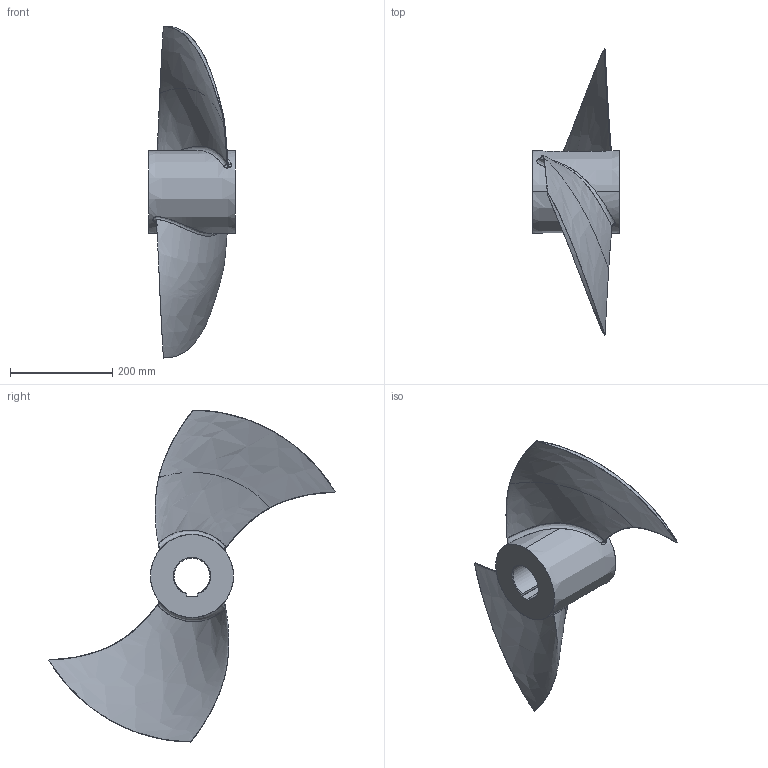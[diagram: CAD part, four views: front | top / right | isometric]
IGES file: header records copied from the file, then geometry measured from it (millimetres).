
Start section: SolidWorks IGES file using analytic representation for surfaces
Global section: file name: virova_turbina_dilo.IGS; native system: SolidWorks 2006 by SolidWorks Corporation; preprocessor: SolidWorks 2006 by SolidWorks Corporation; author: NEMO; date: 080523.101858; units: millimetre
Bounding box: 170 x 560.63 x 649.98 mm (x, y, z)
Surface area: 443258.2 mm2 (no closed solid volume)
Topology: 0 solids, 0 shells, 37 faces, 1094 edges, 1097 vertices
Faces by surface type: bspline 23, revolution 14
